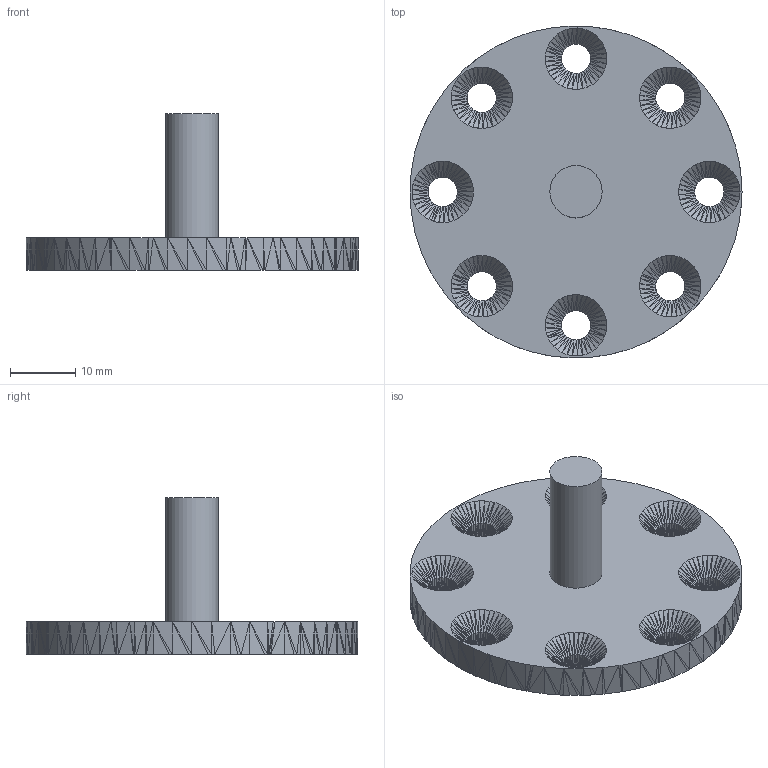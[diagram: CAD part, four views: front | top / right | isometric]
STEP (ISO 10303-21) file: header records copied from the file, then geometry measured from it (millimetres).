
FILE_DESCRIPTION(/* description */ (''),/* implementation_level */ '2;1');
FILE_NAME(/* name */ 'J2 joint encoder spindle adapter.step',/* time_stamp */ '2021-02-04T19:49:02+08:00',/* author */ (''),/* organization */ (''),/* preprocessor_version */ 'ST-DEVELOPER v18.1',/* originating_system */ 'Autodesk Translation Framework v9.7.1.1290',/* authorisation */ '');
FILE_SCHEMA (('AUTOMOTIVE_DESIGN { 1 0 10303 214 3 1 1 }'));
Length unit declared in the file: millimetre
Products named in the file (1): J2 joint encoder spindle adapter
Bounding box: 50.8 x 50.78 x 24 mm (x, y, z)
Volume: 9972.3 mm3; surface area: 5531.6 mm2
Topology: 1 solids, 1 shells, 2510 faces, 3995 edges, 1480 vertices
Faces by surface type: plane 2509, cylinder 1
Full cylindrical faces by diameter (mm): 8 x1
Entity records: 51696 total; most frequent: DIRECTION 9089, ORIENTED_EDGE 8130, CARTESIAN_POINT 8126, EDGE_CURVE 4065, LINE 4063, VECTOR 4063, EDGE_LOOP 2519, AXIS2_PLACEMENT_3D 2513
